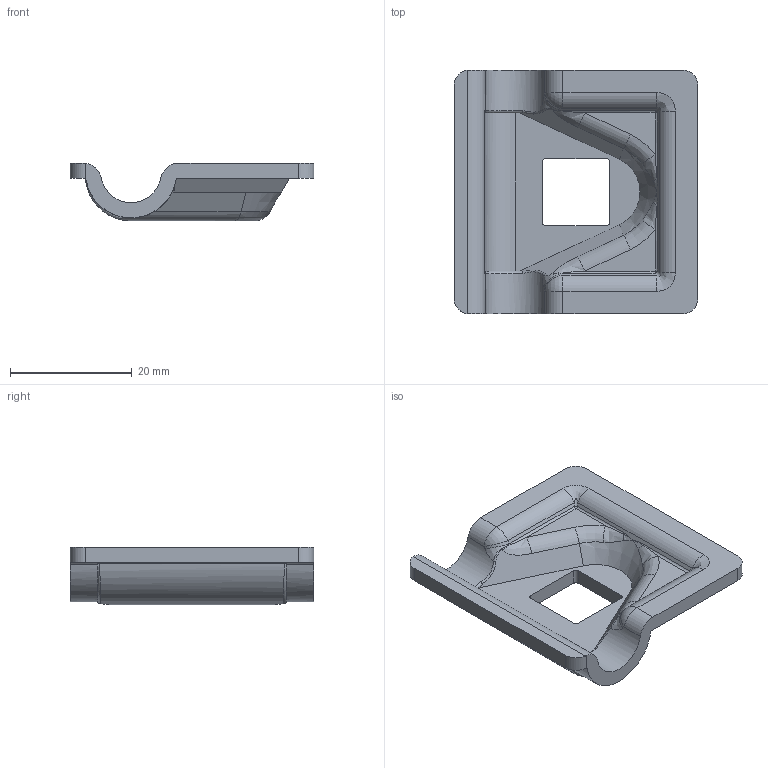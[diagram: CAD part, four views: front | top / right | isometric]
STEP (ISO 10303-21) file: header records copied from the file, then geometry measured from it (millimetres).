
FILE_DESCRIPTION (( 'STEP AP214' ), '1' );
FILE_NAME ('5311554.stp', '2022-10-25T08:47:05', ( '' ), ( '' ), 'SwSTEP 2.0', 'SolidWorks 2020', '' );
FILE_SCHEMA (( 'AUTOMOTIVE_DESIGN' ));
Length unit declared in the file: millimetre
Products named in the file (1): 5311554
Bounding box: 40 x 40 x 9.5 mm (x, y, z)
Volume: 4619.5 mm3; surface area: 4226.3 mm2
Topology: 1 solids, 1 shells, 98 faces, 258 edges, 156 vertices
Faces by surface type: cylinder 31, plane 30, bspline 23, torus 8, sphere 4, cone 2
Entity records: 4319 total; most frequent: CARTESIAN_POINT 2093, ORIENTED_EDGE 504, DIRECTION 415, EDGE_CURVE 252, AXIS2_PLACEMENT_3D 159, VERTEX_POINT 156, EDGE_LOOP 100, ADVANCED_FACE 98
